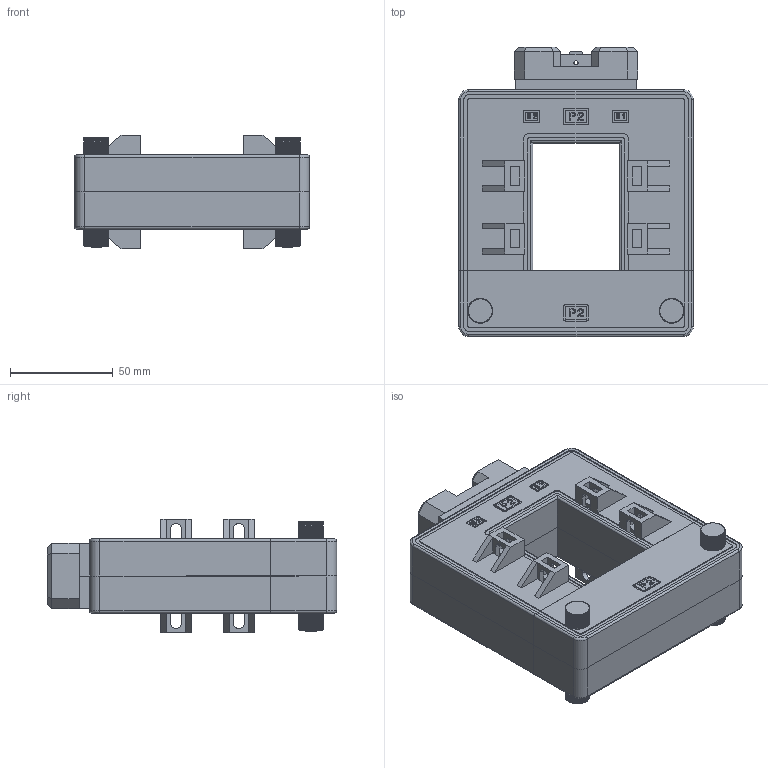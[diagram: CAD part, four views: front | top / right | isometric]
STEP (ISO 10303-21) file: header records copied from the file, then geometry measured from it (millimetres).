
FILE_DESCRIPTION (( 'STEP AP203' ), '1' );
FILE_NAME ('开口式互感器K60.STEP', '2025-03-01T01:16:30', ( '微软用户' ), ( '微软中国' ), 'SwSTEP 2.0', 'SolidWorks 2019', '' );
FILE_SCHEMA (( 'CONFIG_CONTROL_DESIGN' ));
Length unit declared in the file: millimetre
Products named in the file (17): 开口式互感器K60上P1-P2; 肣И璃5x10陔; M5℅48蹟翐; 开口式互感器K-60×40铁芯下; 錨璃1; 开口式互感器K-60×40铁芯上; 羲諳宒誑覜んK60; 菜え憩; S1; 羲諳宒誑覜ん欶裔; P2; M5蹟譫; 开口式互感器K60下P1-P2; S2; 嘐隅偌聽; P1; 开口式互感器K-60×40骨架
Assembly tree (28 placements, depth 2):
  羲諳宒誑覜んK60
    开口式互感器K60上P1-P2  x2
    开口式互感器K60下P1-P2  x2
    开口式互感器K-60×40骨架  x2
    开口式互感器K-60×40铁芯上
    开口式互感器K-60×40铁芯下
    P2  x2
    S1  x2
    S2  x2
    P1  x2
    肣И璃5x10陔  x2
    菜え憩  x2
    錨璃1  x2
    羲諳宒誑覜ん欶裔
    嘐隅偌聽
    M5℅48蹟翐  x2
    M5蹟譫  x2
Bounding box: 114 x 140.5 x 55 mm (x, y, z)
Volume: 212977.5 mm3; surface area: 175433.3 mm2
Topology: 28 solids, 28 shells, 3392 faces, 8816 edges, 5480 vertices
Faces by surface type: plane 1832, cylinder 898, cone 510, bspline 132, torus 20
Entity records: 62588 total; most frequent: CARTESIAN_POINT 19019, ORIENTED_EDGE 9186, DIRECTION 7969, EDGE_CURVE 4593, VERTEX_POINT 2864, LINE 2751, VECTOR 2751, AXIS2_PLACEMENT_3D 2609
